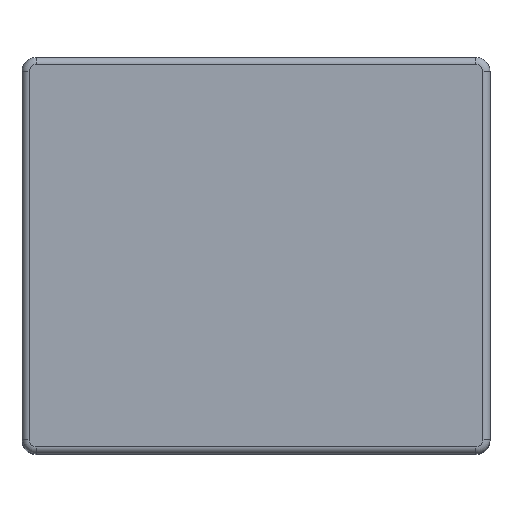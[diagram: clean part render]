
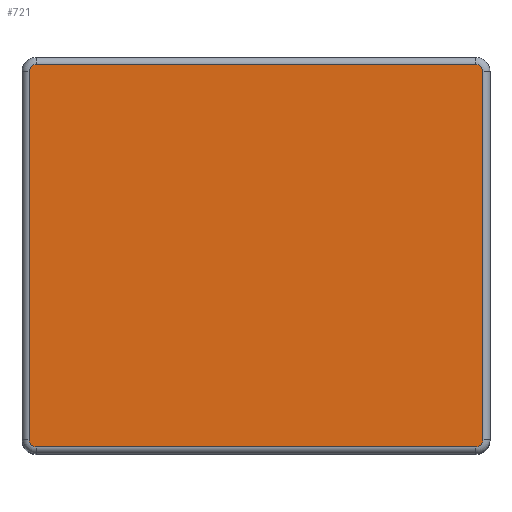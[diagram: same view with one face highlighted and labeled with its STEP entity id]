
A CAD part, top view. The second image highlights one B-rep face of the part: STEP entity #721.
In plain terms, the highlighted planar face has unit normal (0, 0, 1).
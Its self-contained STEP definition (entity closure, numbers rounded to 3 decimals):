
#30=DIRECTION('',(1.,0.,0.));
#79=VECTOR('',#30,1.);
#87=DIRECTION('',(0.,0.,-1.));
#94=VECTOR('',#95,1.);
#95=DIRECTION('',(0.,-1.,0.));
#109=VECTOR('',#110,1.);
#110=DIRECTION('',(-1.,0.,0.));
#124=VECTOR('',#125,1.);
#125=DIRECTION('',(0.,1.,0.));
#131=DIRECTION('',(-1.,0.,0.));
#165=DIRECTION('',(-1.,0.,0.));
#423=DIRECTION('',(0.,1.,0.));
#475=DIRECTION('',(0.,-1.,0.));
#494=DIRECTION('',(1.,0.,0.));
#571=VERTEX_POINT('',#572);
#572=CARTESIAN_POINT('',(-5.4,3.4,25.9));
#576=ORIENTED_EDGE('',*,*,#577,.T.);
#577=EDGE_CURVE('',#571,#578,#580,.T.);
#578=VERTEX_POINT('',#579);
#579=CARTESIAN_POINT('',(25.4,3.4,25.9));
#580=LINE('',#572,#79);
#593=VERTEX_POINT('',#594);
#594=CARTESIAN_POINT('',(-5.9,2.9,25.9));
#601=EDGE_CURVE('',#593,#571,#602,.T.);
#602=CIRCLE('',#603,0.5);
#603=AXIS2_PLACEMENT_3D('',#604,#87,#131);
#604=CARTESIAN_POINT('',(-5.4,2.9,25.9));
#612=VERTEX_POINT('',#613);
#613=CARTESIAN_POINT('',(25.9,2.9,25.9));
#618=EDGE_CURVE('',#578,#612,#619,.T.);
#619=CIRCLE('',#620,0.5);
#620=AXIS2_PLACEMENT_3D('',#621,#87,#423);
#621=CARTESIAN_POINT('',(25.4,2.9,25.9));
#629=VERTEX_POINT('',#630);
#630=CARTESIAN_POINT('',(-5.9,-22.9,25.9));
#634=ORIENTED_EDGE('',*,*,#635,.T.);
#635=EDGE_CURVE('',#629,#593,#636,.T.);
#636=LINE('',#630,#124);
#643=ORIENTED_EDGE('',*,*,#644,.T.);
#644=EDGE_CURVE('',#612,#645,#647,.T.);
#645=VERTEX_POINT('',#646);
#646=CARTESIAN_POINT('',(25.9,-22.9,25.9));
#647=LINE('',#613,#94);
#661=VERTEX_POINT('',#662);
#662=CARTESIAN_POINT('',(-5.4,-23.4,25.9));
#668=EDGE_CURVE('',#661,#629,#669,.T.);
#669=CIRCLE('',#670,0.5);
#670=AXIS2_PLACEMENT_3D('',#671,#87,#475);
#671=CARTESIAN_POINT('',(-5.4,-22.9,25.9));
#679=VERTEX_POINT('',#680);
#680=CARTESIAN_POINT('',(25.4,-23.4,25.9));
#685=EDGE_CURVE('',#645,#679,#686,.T.);
#686=CIRCLE('',#687,0.5);
#687=AXIS2_PLACEMENT_3D('',#688,#87,#494);
#688=CARTESIAN_POINT('',(25.4,-22.9,25.9));
#694=ORIENTED_EDGE('',*,*,#695,.T.);
#695=EDGE_CURVE('',#679,#661,#696,.T.);
#696=LINE('',#680,#109);
#721=ADVANCED_FACE('',(#722),#728,.F.);
#722=FACE_BOUND('',#723,.F.);
#723=EDGE_LOOP('',(#576,#724,#643,#725,#694,#726,#634,#727));
#724=ORIENTED_EDGE('',*,*,#618,.T.);
#725=ORIENTED_EDGE('',*,*,#685,.T.);
#726=ORIENTED_EDGE('',*,*,#668,.T.);
#727=ORIENTED_EDGE('',*,*,#601,.T.);
#728=PLANE('',#729);
#729=AXIS2_PLACEMENT_3D('',#730,#87,#165);
#730=CARTESIAN_POINT('',(10.,-10.,25.9));
